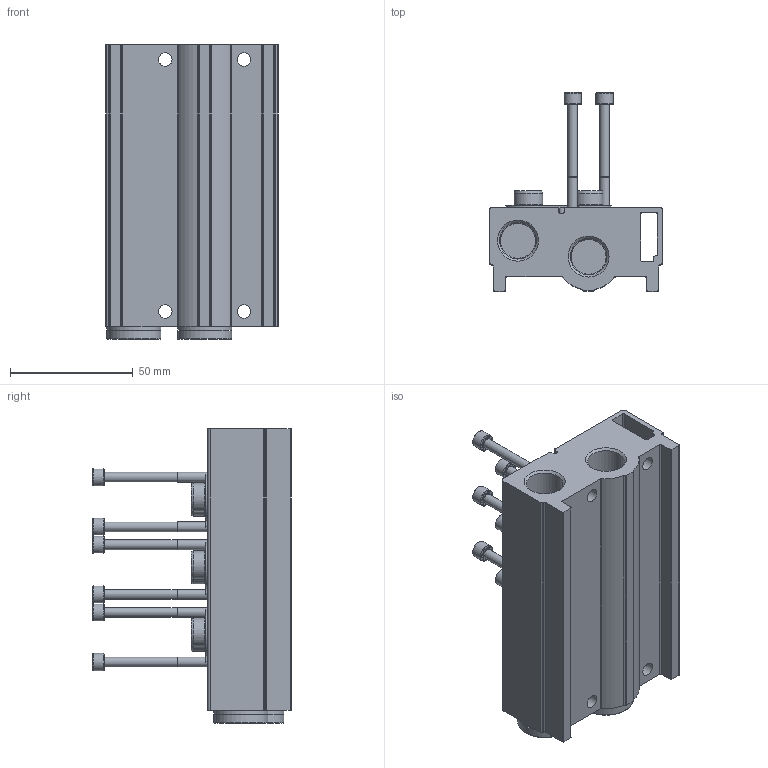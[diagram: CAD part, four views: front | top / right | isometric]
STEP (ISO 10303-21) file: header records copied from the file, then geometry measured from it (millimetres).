
FILE_DESCRIPTION(/* description */ ('STEP AP214'),/* implementation_level */ '2;1');
FILE_NAME(/* name */ '8026298_VABM-B10-25S-G38-3-P3',/* time_stamp */ '2024-09-15T22:26:16+02:00',/* author */ ('License CC BY-ND 4.0'),/* organization */ ('CADENAS'),/* preprocessor_version */ 'ST-DEVELOPER v19.3',/* originating_system */ 'PARTsolutions',/* authorisation */ ' ');
FILE_SCHEMA (('AUTOMOTIVE_DESIGN {1 0 10303 214 3 1 1}'));
Length unit declared in the file: millimetre
Products named in the file (5): 8026298 VABM-B10-25S-G38-3-P3; 8026298 VABM-B10-25S-G38-3-P3---(M); 1841565 VUVS-G14-2---(S); 2833735 F-M4x50-10.9; 3570 B-3/8---(Plug)
Assembly tree (12 placements, depth 2):
  8026298 VABM-B10-25S-G38-3-P3
    8026298 VABM-B10-25S-G38-3-P3---(M)
    1841565 VUVS-G14-2---(S)  x3
    2833735 F-M4x50-10.9  x6
    3570 B-3/8---(Plug)  x2
Bounding box: 70.25 x 80.8 x 119.7 mm (x, y, z)
Volume: 196299.3 mm3; surface area: 64296.6 mm2
Topology: 12 solids, 12 shells, 550 faces, 1361 edges, 873 vertices
Faces by surface type: plane 264, cylinder 178, cone 88, torus 20
Full cylindrical faces by diameter (mm): 3.242 x7, 3.5 x1, 3.9 x6, 4 x6, 5.5 x4, 7 x12, 8.6 x6, 11.6 x6, 14.3 x2, 14.6 x6, 14.95 x4, 16.662 x2, 19.8 x2, 22 x4
Entity records: 7394 total; most frequent: CARTESIAN_POINT 1351, DIRECTION 1285, ORIENTED_EDGE 1066, EDGE_CURVE 533, AXIS2_PLACEMENT_3D 504, VERTEX_POINT 396, FACE_BOUND 391, EDGE_LOOP 383
